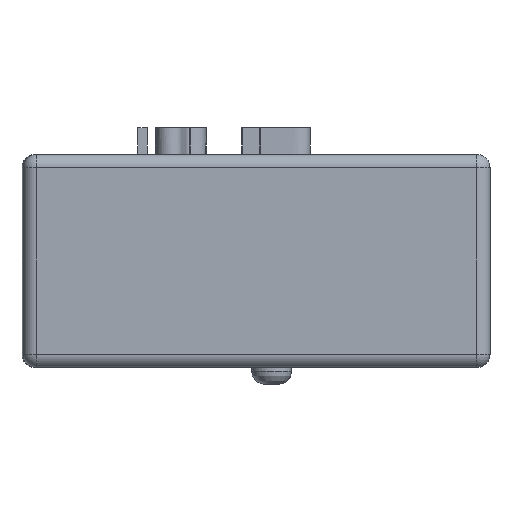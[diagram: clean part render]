
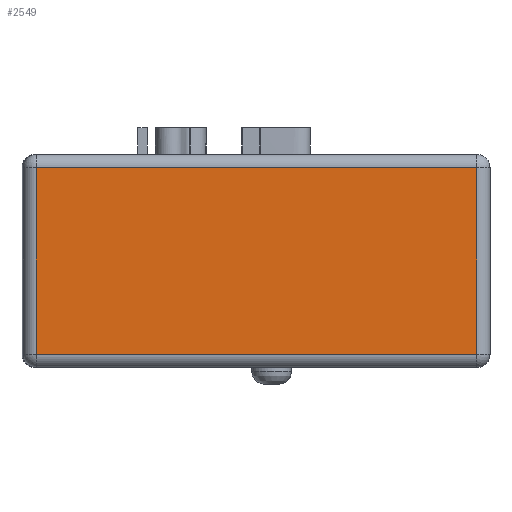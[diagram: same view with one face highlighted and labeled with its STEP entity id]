
A CAD part, left-side view. The second image highlights one B-rep face of the part: STEP entity #2549.
In plain terms, the highlighted planar face has unit normal (-1, 0, 0).
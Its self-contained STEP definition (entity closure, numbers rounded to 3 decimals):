
#289=FACE_OUTER_BOUND('',#462,.T.);
#462=EDGE_LOOP('',(#2274,#2275,#2276,#2277));
#693=LINE('',#5268,#942);
#698=LINE('',#5282,#947);
#700=LINE('',#5285,#949);
#706=LINE('',#5294,#955);
#942=VECTOR('',#3194,10.);
#947=VECTOR('',#3211,10.);
#949=VECTOR('',#3215,10.);
#955=VECTOR('',#3227,10.);
#1230=VERTEX_POINT('',#5230);
#1237=VERTEX_POINT('',#5254);
#1240=VERTEX_POINT('',#5261);
#1245=VERTEX_POINT('',#5277);
#1566=EDGE_CURVE('',#1240,#1230,#693,.T.);
#1574=EDGE_CURVE('',#1237,#1245,#698,.T.);
#1576=EDGE_CURVE('',#1245,#1240,#700,.T.);
#1582=EDGE_CURVE('',#1230,#1237,#706,.T.);
#2274=ORIENTED_EDGE('',*,*,#1574,.F.);
#2275=ORIENTED_EDGE('',*,*,#1582,.F.);
#2276=ORIENTED_EDGE('',*,*,#1566,.F.);
#2277=ORIENTED_EDGE('',*,*,#1576,.F.);
#2402=PLANE('',#2710);
#2549=ADVANCED_FACE('',(#289),#2402,.T.);
#2710=AXIS2_PLACEMENT_3D('',#5328,#3268,#3269);
#3194=DIRECTION('',(0.,0.,-1.));
#3211=DIRECTION('',(0.,0.,1.));
#3215=DIRECTION('',(0.,-1.,0.));
#3227=DIRECTION('',(0.,1.,0.));
#3268=DIRECTION('center_axis',(-1.,0.,0.));
#3269=DIRECTION('ref_axis',(0.,-1.,0.));
#5230=CARTESIAN_POINT('',(-6.146,-25.359,-6.));
#5254=CARTESIAN_POINT('',(-6.146,7.621,-6.));
#5261=CARTESIAN_POINT('',(-6.146,-25.359,8.));
#5268=CARTESIAN_POINT('',(-6.146,-25.359,5.));
#5277=CARTESIAN_POINT('',(-6.146,7.621,8.));
#5282=CARTESIAN_POINT('',(-6.146,7.621,5.));
#5285=CARTESIAN_POINT('',(-6.146,-0.103,8.));
#5294=CARTESIAN_POINT('',(-6.146,-0.103,-6.));
#5328=CARTESIAN_POINT('Origin',(-6.146,8.619,5.));
